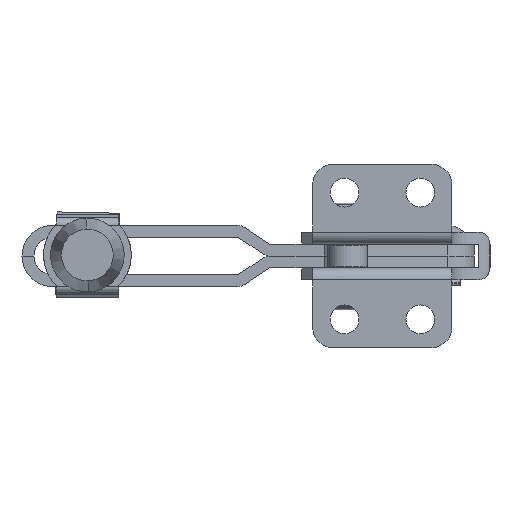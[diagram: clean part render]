
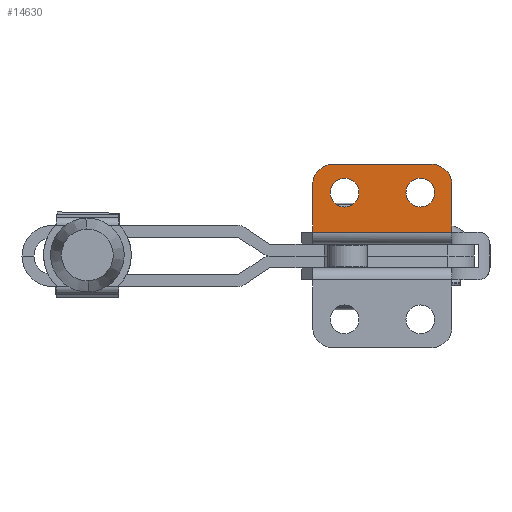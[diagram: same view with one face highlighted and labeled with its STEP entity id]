
A CAD part, front view. The second image highlights one B-rep face of the part: STEP entity #14630.
In plain terms, the highlighted planar face has unit normal (0, -1, 0).
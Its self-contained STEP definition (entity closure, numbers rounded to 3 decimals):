
#284 = AXIS2_PLACEMENT_3D ( 'NONE', #29453, #10725, #32617 ) ;
#713 = VECTOR ( 'NONE', #34585, 1000. ) ;
#1332 = CARTESIAN_POINT ( 'NONE',  ( -7.9, 0., 21.9 ) ) ;
#1371 = EDGE_CURVE ( 'NONE', #2634, #10254, #3985, .T. ) ;
#1481 = DIRECTION ( 'NONE',  ( 0., 1., 0. ) ) ;
#2439 = VERTEX_POINT ( 'NONE', #12035 ) ;
#2634 = VERTEX_POINT ( 'NONE', #18819 ) ;
#2701 = VERTEX_POINT ( 'NONE', #19230 ) ;
#3384 = VERTEX_POINT ( 'NONE', #27252 ) ;
#3721 = ORIENTED_EDGE ( 'NONE', *, *, #16858, .F. ) ;
#3807 = ORIENTED_EDGE ( 'NONE', *, *, #26463, .T. ) ;
#3985 = CIRCLE ( 'NONE', #32609, 5. ) ;
#4458 = DIRECTION ( 'NONE',  ( -1., 0., 0. ) ) ;
#4767 = VECTOR ( 'NONE', #17514, 1000. ) ;
#5422 = CARTESIAN_POINT ( 'NONE',  ( -34.9, 0., 24. ) ) ;
#5608 = DIRECTION ( 'NONE',  ( 0., -1., 0. ) ) ;
#6215 = DIRECTION ( 'NONE',  ( 1., 0., 0. ) ) ;
#6276 = AXIS2_PLACEMENT_3D ( 'NONE', #24296, #5608, #27443 ) ;
#6411 = CARTESIAN_POINT ( 'NONE',  ( -4.3, 0., 21.9 ) ) ;
#6489 = VERTEX_POINT ( 'NONE', #23756 ) ;
#6594 = EDGE_CURVE ( 'NONE', #2701, #2439, #8862, .T. ) ;
#7549 = EDGE_LOOP ( 'NONE', ( #13919, #39179 ) ) ;
#8058 = CARTESIAN_POINT ( 'NONE',  ( -26.9, 0., 21.9 ) ) ;
#8862 = CIRCLE ( 'NONE', #6276, 5. ) ;
#9006 = CARTESIAN_POINT ( 'NONE',  ( -11.5, 0., 21.9 ) ) ;
#9319 = ORIENTED_EDGE ( 'NONE', *, *, #22304, .T. ) ;
#10254 = VERTEX_POINT ( 'NONE', #5422 ) ;
#10725 = DIRECTION ( 'NONE',  ( 0., 1., 0. ) ) ;
#11165 = DIRECTION ( 'NONE',  ( -1., 0., 0. ) ) ;
#11800 = LINE ( 'NONE', #31763, #19099 ) ;
#12035 = CARTESIAN_POINT ( 'NONE',  ( -5., 0., 29. ) ) ;
#12278 = CARTESIAN_POINT ( 'NONE',  ( -34.9, 0., 12. ) ) ;
#12772 = CIRCLE ( 'NONE', #25883, 3.6 ) ;
#13012 = DIRECTION ( 'NONE',  ( 0., 0., -1. ) ) ;
#13293 = ORIENTED_EDGE ( 'NONE', *, *, #1371, .T. ) ;
#13871 = CARTESIAN_POINT ( 'NONE',  ( 0., 0., 12. ) ) ;
#13919 = ORIENTED_EDGE ( 'NONE', *, *, #27579, .T. ) ;
#14364 = EDGE_LOOP ( 'NONE', ( #3807, #22500 ) ) ;
#14630 = ADVANCED_FACE ( 'NONE', ( #16325, #26615, #33003 ), #20131, .F. ) ;
#15512 = CARTESIAN_POINT ( 'NONE',  ( -29.9, 0., 24. ) ) ;
#16325 = FACE_OUTER_BOUND ( 'NONE', #33138, .T. ) ;
#16603 = EDGE_CURVE ( 'NONE', #2701, #24865, #20346, .T. ) ;
#16687 = CIRCLE ( 'NONE', #284, 3.6 ) ;
#16858 = EDGE_CURVE ( 'NONE', #2634, #2439, #40433, .T. ) ;
#17258 = LINE ( 'NONE', #31442, #713 ) ;
#17514 = DIRECTION ( 'NONE',  ( 0., 0., -1. ) ) ;
#18023 = DIRECTION ( 'NONE',  ( 0., 1., 0. ) ) ;
#18292 = CARTESIAN_POINT ( 'NONE',  ( 0., 0., 12. ) ) ;
#18639 = DIRECTION ( 'NONE',  ( -1., 0., 0. ) ) ;
#18819 = CARTESIAN_POINT ( 'NONE',  ( -29.9, 0., 29. ) ) ;
#18840 = ORIENTED_EDGE ( 'NONE', *, *, #36558, .T. ) ;
#19099 = VECTOR ( 'NONE', #13012, 1000. ) ;
#19230 = CARTESIAN_POINT ( 'NONE',  ( 0., 0., 24. ) ) ;
#20131 = PLANE ( 'NONE',  #39636 ) ;
#20346 = LINE ( 'NONE', #39421, #4767 ) ;
#22304 = EDGE_CURVE ( 'NONE', #10254, #25941, #11800, .T. ) ;
#22500 = ORIENTED_EDGE ( 'NONE', *, *, #26474, .T. ) ;
#22803 = VECTOR ( 'NONE', #6215, 1000. ) ;
#23097 = VERTEX_POINT ( 'NONE', #9006 ) ;
#23137 = DIRECTION ( 'NONE',  ( 0., 1., 0. ) ) ;
#23289 = DIRECTION ( 'NONE',  ( -1., 0., 0. ) ) ;
#23756 = CARTESIAN_POINT ( 'NONE',  ( -30.5, 0., 21.9 ) ) ;
#24296 = CARTESIAN_POINT ( 'NONE',  ( -5., 0., 24. ) ) ;
#24865 = VERTEX_POINT ( 'NONE', #18292 ) ;
#24888 = CARTESIAN_POINT ( 'NONE',  ( -34.9, 0., 29. ) ) ;
#25026 = CIRCLE ( 'NONE', #36623, 3.6 ) ;
#25057 = CIRCLE ( 'NONE', #25334, 3.6 ) ;
#25334 = AXIS2_PLACEMENT_3D ( 'NONE', #36798, #18023, #39934 ) ;
#25883 = AXIS2_PLACEMENT_3D ( 'NONE', #8058, #29898, #11165 ) ;
#25941 = VERTEX_POINT ( 'NONE', #12278 ) ;
#26027 = VERTEX_POINT ( 'NONE', #6411 ) ;
#26463 = EDGE_CURVE ( 'NONE', #23097, #26027, #25026, .T. ) ;
#26474 = EDGE_CURVE ( 'NONE', #26027, #23097, #16687, .T. ) ;
#26615 = FACE_BOUND ( 'NONE', #14364, .T. ) ;
#27252 = CARTESIAN_POINT ( 'NONE',  ( -23.3, 0., 21.9 ) ) ;
#27443 = DIRECTION ( 'NONE',  ( -1., 0., 0. ) ) ;
#27579 = EDGE_CURVE ( 'NONE', #6489, #3384, #12772, .T. ) ;
#28395 = ORIENTED_EDGE ( 'NONE', *, *, #16603, .F. ) ;
#29453 = CARTESIAN_POINT ( 'NONE',  ( -7.9, 0., 21.9 ) ) ;
#29898 = DIRECTION ( 'NONE',  ( 0., 1., 0. ) ) ;
#31442 = CARTESIAN_POINT ( 'NONE',  ( 0., 0., 12. ) ) ;
#31763 = CARTESIAN_POINT ( 'NONE',  ( -34.9, 0., 12. ) ) ;
#32609 = AXIS2_PLACEMENT_3D ( 'NONE', #15512, #37401, #18639 ) ;
#32617 = DIRECTION ( 'NONE',  ( -1., 0., 0. ) ) ;
#33003 = FACE_BOUND ( 'NONE', #7549, .T. ) ;
#33138 = EDGE_LOOP ( 'NONE', ( #9319, #18840, #28395, #35905, #3721, #13293 ) ) ;
#34585 = DIRECTION ( 'NONE',  ( 1., 0., 0. ) ) ;
#35905 = ORIENTED_EDGE ( 'NONE', *, *, #6594, .T. ) ;
#36558 = EDGE_CURVE ( 'NONE', #25941, #24865, #17258, .T. ) ;
#36623 = AXIS2_PLACEMENT_3D ( 'NONE', #1332, #23137, #4458 ) ;
#36798 = CARTESIAN_POINT ( 'NONE',  ( -26.9, 0., 21.9 ) ) ;
#37401 = DIRECTION ( 'NONE',  ( 0., -1., 0. ) ) ;
#37493 = EDGE_CURVE ( 'NONE', #3384, #6489, #25057, .T. ) ;
#39179 = ORIENTED_EDGE ( 'NONE', *, *, #37493, .T. ) ;
#39421 = CARTESIAN_POINT ( 'NONE',  ( 0., 0., 12. ) ) ;
#39636 = AXIS2_PLACEMENT_3D ( 'NONE', #13871, #1481, #23289 ) ;
#39934 = DIRECTION ( 'NONE',  ( -1., 0., 0. ) ) ;
#40433 = LINE ( 'NONE', #24888, #22803 ) ;
